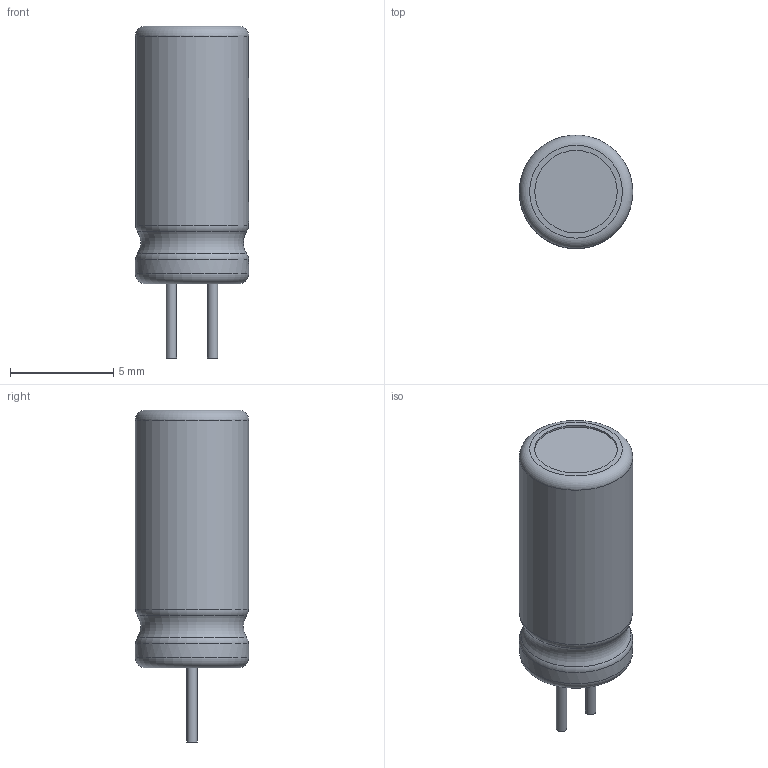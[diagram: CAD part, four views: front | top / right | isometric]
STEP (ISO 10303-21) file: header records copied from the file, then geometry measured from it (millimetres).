
FILE_DESCRIPTION(/* description */ (''),/* implementation_level */ '2;1');
FILE_NAME(/* name */ 'CAPPR200-550X1250.stp',/* time_stamp */ '2015-04-15T10:51:41+02:00',/* author */ ('admchouv'),/* organization */ (''),/* preprocessor_version */ 'ST-DEVELOPER v15.5',/* originating_system */ 'AutoCAD Mechanical',/* authorisation */ '');
FILE_SCHEMA (('AUTOMOTIVE_DESIGN { 1 0 10303 214 3 1 1 }'));
Length unit declared in the file: millimetre
Products named in the file (1): Product
Bounding box: 5.5 x 5.5 x 16.1 mm (x, y, z)
Volume: 290.2 mm3; surface area: 347.4 mm2
Topology: 9 solids, 9 shells, 73 faces, 150 edges, 97 vertices
Faces by surface type: plane 52, cylinder 13, torus 8
Full cylindrical faces by diameter (mm): 0.5 x2, 4 x4, 5.5 x2
Entity records: 1963 total; most frequent: CARTESIAN_POINT 413, DIRECTION 312, ORIENTED_EDGE 272, EDGE_CURVE 136, AXIS2_PLACEMENT_3D 114, VERTEX_POINT 95, EDGE_LOOP 87, LINE 84
